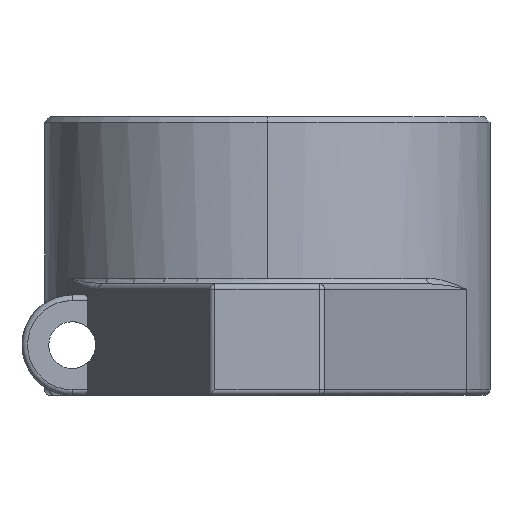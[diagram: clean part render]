
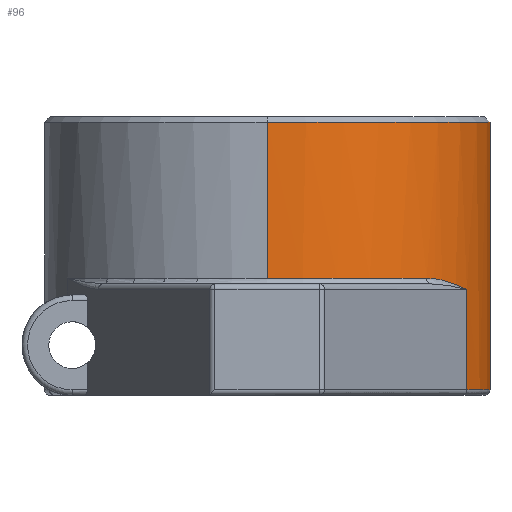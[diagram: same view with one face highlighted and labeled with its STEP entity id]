
A CAD part, left-side view. The second image highlights one B-rep face of the part: STEP entity #96.
In plain terms, the highlighted cylindrical face has radius 20 mm (diameter 40 mm), a partial arc.
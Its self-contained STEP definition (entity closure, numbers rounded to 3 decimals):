
#96 = ADVANCED_FACE ( 'NONE', ( #3287 ), #3261, .T. ) ;
#107 = AXIS2_PLACEMENT_3D ( 'NONE', #1361, #1350, #1364 ) ;
#110 = AXIS2_PLACEMENT_3D ( 'NONE', #1259, #1503, #1383 ) ;
#113 = AXIS2_PLACEMENT_3D ( 'NONE', #1913, #1954, #1674 ) ;
#114 = VERTEX_POINT ( 'NONE', #3070 ) ;
#121 = DIRECTION ( 'NONE',  ( 0., 0., -1. ) ) ;
#132 = CARTESIAN_POINT ( 'NONE',  ( 20., 0., 25. ) ) ;
#140 = CARTESIAN_POINT ( 'NONE',  ( -20., 0., 25. ) ) ;
#182 = CARTESIAN_POINT ( 'NONE',  ( -8.868, -17.927, 9.5 ) ) ;
#220 = VERTEX_POINT ( 'NONE', #1388 ) ;
#257 = AXIS2_PLACEMENT_3D ( 'NONE', #2441, #2437, #2434 ) ;
#297 = VERTEX_POINT ( 'NONE', #3363 ) ;
#410 = CARTESIAN_POINT ( 'NONE',  ( -20., 0., 24.5 ) ) ;
#418 = CARTESIAN_POINT ( 'NONE',  ( -9.787, -17.45, 9.734 ) ) ;
#579 = VERTEX_POINT ( 'NONE', #1628 ) ;
#722 = AXIS2_PLACEMENT_3D ( 'NONE', #2314, #1420, #2979 ) ;
#727 = CARTESIAN_POINT ( 'NONE',  ( 8.868, -17.927, 0.5 ) ) ;
#837 = CARTESIAN_POINT ( 'NONE',  ( -13.585, -14.688, 10.5 ) ) ;
#1181 = CARTESIAN_POINT ( 'NONE',  ( 8.868, -17.927, 9.5 ) ) ;
#1182 = CARTESIAN_POINT ( 'NONE',  ( 9.796, -17.468, 9.734 ) ) ;
#1185 = DIRECTION ( 'NONE',  ( 0., 0., -1. ) ) ;
#1234 = CARTESIAN_POINT ( 'NONE',  ( 13.192, -15.041, 10.459 ) ) ;
#1247 = B_SPLINE_CURVE_WITH_KNOTS ( 'NONE', 3,
 ( #1181, #1182, #1312, #1335, #1348, #1234, #1660, #1656 ),
 .UNSPECIFIED., .F., .F.,
 ( 4, 2, 2, 4 ),
 ( 0., 0.003, 0.005, 0.006 ),
 .UNSPECIFIED. ) ;
#1248 = EDGE_CURVE ( 'NONE', #579, #1904, #2468, .T. ) ;
#1252 = CARTESIAN_POINT ( 'NONE',  ( -12.382, -15.715, 10.337 ) ) ;
#1259 = CARTESIAN_POINT ( 'NONE',  ( 0., 0., 0.5 ) ) ;
#1312 = CARTESIAN_POINT ( 'NONE',  ( 10.688, -16.937, 9.97 ) ) ;
#1335 = CARTESIAN_POINT ( 'NONE',  ( 11.965, -16.035, 10.253 ) ) ;
#1348 = CARTESIAN_POINT ( 'NONE',  ( 12.382, -15.715, 10.337 ) ) ;
#1350 = DIRECTION ( 'NONE',  ( 0., 0., 1. ) ) ;
#1361 = CARTESIAN_POINT ( 'NONE',  ( 0., 0., 10.5 ) ) ;
#1364 = DIRECTION ( 'NONE',  ( 1., 0., 0. ) ) ;
#1383 = DIRECTION ( 'NONE',  ( 1., 0., 0. ) ) ;
#1388 = CARTESIAN_POINT ( 'NONE',  ( 13.966, -14.316, 10.5 ) ) ;
#1420 = DIRECTION ( 'NONE',  ( 0., 0., -1. ) ) ;
#1495 = EDGE_CURVE ( 'NONE', #579, #1554, #2190, .T. ) ;
#1503 = DIRECTION ( 'NONE',  ( 0., 0., 1. ) ) ;
#1504 = EDGE_CURVE ( 'NONE', #1904, #3289, #2187, .T. ) ;
#1510 = EDGE_LOOP ( 'NONE', ( #1878, #1873, #1896, #1887, #1984, #2086, #1972, #1903, #1854, #1920 ) ) ;
#1515 = EDGE_CURVE ( 'NONE', #3289, #2611, #2182, .T. ) ;
#1521 = EDGE_CURVE ( 'NONE', #2611, #2975, #3369, .T. ) ;
#1535 = EDGE_CURVE ( 'NONE', #2975, #114, #2259, .T. ) ;
#1539 = EDGE_CURVE ( 'NONE', #114, #1784, #2172, .T. ) ;
#1554 = VERTEX_POINT ( 'NONE', #1840 ) ;
#1560 = EDGE_CURVE ( 'NONE', #297, #1784, #2166, .T. ) ;
#1562 = EDGE_CURVE ( 'NONE', #297, #220, #1247, .T. ) ;
#1575 = EDGE_CURVE ( 'NONE', #220, #1554, #2150, .T. ) ;
#1628 = CARTESIAN_POINT ( 'NONE',  ( 20., 0., 24.5 ) ) ;
#1656 = CARTESIAN_POINT ( 'NONE',  ( 13.966, -14.316, 10.5 ) ) ;
#1660 = CARTESIAN_POINT ( 'NONE',  ( 13.585, -14.688, 10.5 ) ) ;
#1670 = CARTESIAN_POINT ( 'NONE',  ( -11.965, -16.035, 10.253 ) ) ;
#1674 = DIRECTION ( 'NONE',  ( 1., 0., 0. ) ) ;
#1680 = CARTESIAN_POINT ( 'NONE',  ( -13.966, -14.316, 10.5 ) ) ;
#1693 = CARTESIAN_POINT ( 'NONE',  ( -13.192, -15.041, 10.459 ) ) ;
#1717 = CARTESIAN_POINT ( 'NONE',  ( -8.868, -17.927, 9.5 ) ) ;
#1724 = DIRECTION ( 'NONE',  ( 0., 0., -1. ) ) ;
#1784 = VERTEX_POINT ( 'NONE', #727 ) ;
#1793 = CARTESIAN_POINT ( 'NONE',  ( -11.114, -16.636, 10.064 ) ) ;
#1840 = CARTESIAN_POINT ( 'NONE',  ( 20., 0., 10.5 ) ) ;
#1854 = ORIENTED_EDGE ( 'NONE', *, *, #1562, .T. ) ;
#1857 = CARTESIAN_POINT ( 'NONE',  ( -8.868, -17.927, 10. ) ) ;
#1873 = ORIENTED_EDGE ( 'NONE', *, *, #1248, .T. ) ;
#1878 = ORIENTED_EDGE ( 'NONE', *, *, #1495, .F. ) ;
#1887 = ORIENTED_EDGE ( 'NONE', *, *, #1515, .T. ) ;
#1896 = ORIENTED_EDGE ( 'NONE', *, *, #1504, .T. ) ;
#1903 = ORIENTED_EDGE ( 'NONE', *, *, #1560, .F. ) ;
#1904 = VERTEX_POINT ( 'NONE', #410 ) ;
#1909 = CARTESIAN_POINT ( 'NONE',  ( -20., 0., 10.5 ) ) ;
#1913 = CARTESIAN_POINT ( 'NONE',  ( 0., 0., 10.5 ) ) ;
#1920 = ORIENTED_EDGE ( 'NONE', *, *, #1575, .T. ) ;
#1931 = CARTESIAN_POINT ( 'NONE',  ( -10.679, -16.919, 9.958 ) ) ;
#1932 = DIRECTION ( 'NONE',  ( 0., 0., -1. ) ) ;
#1954 = DIRECTION ( 'NONE',  ( 0., 0., 1. ) ) ;
#1972 = ORIENTED_EDGE ( 'NONE', *, *, #1539, .T. ) ;
#1984 = ORIENTED_EDGE ( 'NONE', *, *, #1521, .T. ) ;
#2086 = ORIENTED_EDGE ( 'NONE', *, *, #1535, .T. ) ;
#2147 = VECTOR ( 'NONE', #1185, 1000. ) ;
#2150 = CIRCLE ( 'NONE', #107, 20. ) ;
#2154 = VECTOR ( 'NONE', #1724, 1000. ) ;
#2166 = LINE ( 'NONE', #2281, #2147 ) ;
#2172 = CIRCLE ( 'NONE', #110, 20. ) ;
#2182 = CIRCLE ( 'NONE', #113, 20. ) ;
#2187 = LINE ( 'NONE', #140, #2283 ) ;
#2190 = LINE ( 'NONE', #132, #2209 ) ;
#2209 = VECTOR ( 'NONE', #121, 1000. ) ;
#2259 = LINE ( 'NONE', #1857, #2154 ) ;
#2281 = CARTESIAN_POINT ( 'NONE',  ( 8.868, -17.927, 10. ) ) ;
#2283 = VECTOR ( 'NONE', #1932, 1000. ) ;
#2314 = CARTESIAN_POINT ( 'NONE',  ( 0., 0., 25. ) ) ;
#2434 = DIRECTION ( 'NONE',  ( 1., 0., 0. ) ) ;
#2437 = DIRECTION ( 'NONE',  ( 0., 0., -1. ) ) ;
#2441 = CARTESIAN_POINT ( 'NONE',  ( 0., 0., 24.5 ) ) ;
#2468 = CIRCLE ( 'NONE', #257, 20. ) ;
#2490 = CARTESIAN_POINT ( 'NONE',  ( -9.331, -17.698, 9.617 ) ) ;
#2611 = VERTEX_POINT ( 'NONE', #2944 ) ;
#2944 = CARTESIAN_POINT ( 'NONE',  ( -13.966, -14.316, 10.5 ) ) ;
#2975 = VERTEX_POINT ( 'NONE', #182 ) ;
#2979 = DIRECTION ( 'NONE',  ( -1., 0., 0. ) ) ;
#3070 = CARTESIAN_POINT ( 'NONE',  ( -8.868, -17.927, 0.5 ) ) ;
#3261 = CYLINDRICAL_SURFACE ( 'NONE', #722, 20. ) ;
#3287 = FACE_OUTER_BOUND ( 'NONE', #1510, .T. ) ;
#3289 = VERTEX_POINT ( 'NONE', #1909 ) ;
#3363 = CARTESIAN_POINT ( 'NONE',  ( 8.868, -17.927, 9.5 ) ) ;
#3369 = B_SPLINE_CURVE_WITH_KNOTS ( 'NONE', 3,
 ( #1680, #837, #1693, #1252, #1670, #1793, #1931, #418, #2490, #1717 ),
 .UNSPECIFIED., .F., .F.,
 ( 4, 2, 2, 2, 4 ),
 ( 0., 0.002, 0.003, 0.005, 0.006 ),
 .UNSPECIFIED. ) ;
